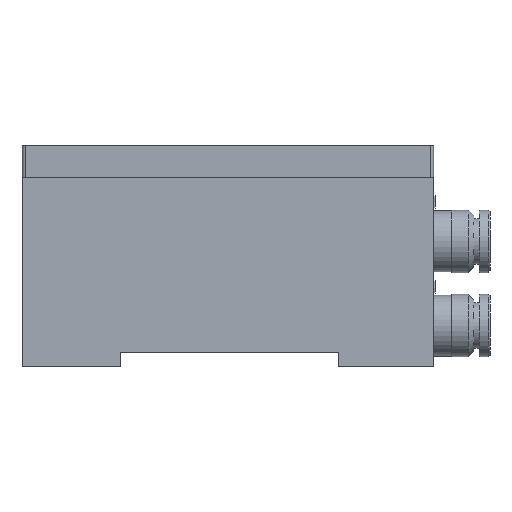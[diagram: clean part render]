
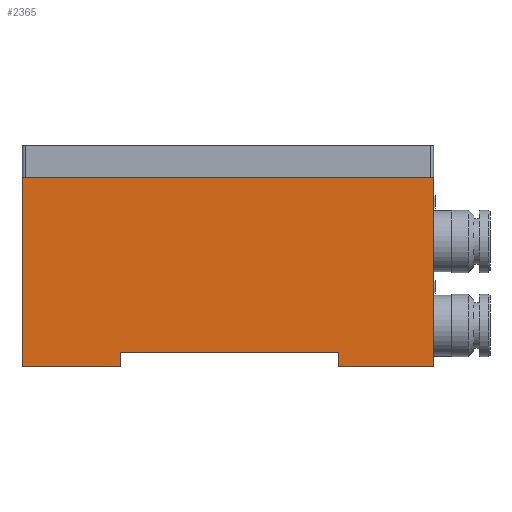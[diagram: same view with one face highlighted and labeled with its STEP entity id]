
A CAD part, left-side view. The second image highlights one B-rep face of the part: STEP entity #2365.
In plain terms, the highlighted planar face has unit normal (-1, 0, 0).
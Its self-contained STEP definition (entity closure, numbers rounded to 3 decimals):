
#66=LINE('',#3817,#239);
#92=LINE('',#3884,#265);
#94=LINE('',#3897,#267);
#97=LINE('',#3903,#270);
#100=LINE('',#3909,#273);
#103=LINE('',#3915,#276);
#106=LINE('',#3921,#279);
#109=LINE('',#3925,#282);
#239=VECTOR('',#3098,1000.);
#265=VECTOR('',#3142,1000.);
#267=VECTOR('',#3154,1000.);
#270=VECTOR('',#3159,1000.);
#273=VECTOR('',#3164,1000.);
#276=VECTOR('',#3169,1000.);
#279=VECTOR('',#3174,1000.);
#282=VECTOR('',#3179,1000.);
#557=FACE_OUTER_BOUND('',#743,.T.);
#743=EDGE_LOOP('',(#1829,#1830,#1831,#1832,#1833,#1834,#1835,#1836));
#1064=VERTEX_POINT('',#3814);
#1065=VERTEX_POINT('',#3816);
#1097=VERTEX_POINT('',#3882);
#1103=VERTEX_POINT('',#3896);
#1105=VERTEX_POINT('',#3902);
#1107=VERTEX_POINT('',#3908);
#1109=VERTEX_POINT('',#3914);
#1111=VERTEX_POINT('',#3920);
#1322=EDGE_CURVE('',#1064,#1065,#66,.T.);
#1356=EDGE_CURVE('',#1097,#1064,#92,.T.);
#1362=EDGE_CURVE('',#1065,#1103,#94,.T.);
#1365=EDGE_CURVE('',#1103,#1105,#97,.T.);
#1368=EDGE_CURVE('',#1105,#1107,#100,.T.);
#1371=EDGE_CURVE('',#1107,#1109,#103,.T.);
#1374=EDGE_CURVE('',#1109,#1111,#106,.T.);
#1377=EDGE_CURVE('',#1111,#1097,#109,.T.);
#1829=ORIENTED_EDGE('',*,*,#1356,.F.);
#1830=ORIENTED_EDGE('',*,*,#1377,.F.);
#1831=ORIENTED_EDGE('',*,*,#1374,.F.);
#1832=ORIENTED_EDGE('',*,*,#1371,.F.);
#1833=ORIENTED_EDGE('',*,*,#1368,.F.);
#1834=ORIENTED_EDGE('',*,*,#1365,.F.);
#1835=ORIENTED_EDGE('',*,*,#1362,.F.);
#1836=ORIENTED_EDGE('',*,*,#1322,.F.);
#2235=PLANE('',#2628);
#2365=ADVANCED_FACE('',(#557),#2235,.F.);
#2628=AXIS2_PLACEMENT_3D('',#3926,#3180,#3181);
#3098=DIRECTION('',(0.,0.,-1.));
#3142=DIRECTION('',(0.,-1.,0.));
#3154=DIRECTION('',(0.,1.,0.));
#3159=DIRECTION('',(0.,0.,1.));
#3164=DIRECTION('',(0.,1.,0.));
#3169=DIRECTION('',(0.,0.,-1.));
#3174=DIRECTION('',(0.,1.,0.));
#3179=DIRECTION('',(0.,0.,1.));
#3180=DIRECTION('center_axis',(1.,0.,0.));
#3181=DIRECTION('ref_axis',(0.,1.,0.));
#3814=CARTESIAN_POINT('',(-10.49,-33.503,14.384));
#3816=CARTESIAN_POINT('',(-10.49,-33.503,-16.452));
#3817=CARTESIAN_POINT('',(-10.49,-33.503,14.384));
#3882=CARTESIAN_POINT('',(-10.49,33.528,14.384));
#3884=CARTESIAN_POINT('',(-10.49,33.528,14.384));
#3896=CARTESIAN_POINT('',(-10.49,-18.009,-16.452));
#3897=CARTESIAN_POINT('',(-10.49,-33.503,-16.452));
#3902=CARTESIAN_POINT('',(-10.49,-18.009,-14.166));
#3903=CARTESIAN_POINT('',(-10.49,-18.009,-16.452));
#3908=CARTESIAN_POINT('',(-10.49,17.551,-14.166));
#3909=CARTESIAN_POINT('',(-10.49,-18.009,-14.166));
#3914=CARTESIAN_POINT('',(-10.49,17.551,-16.452));
#3915=CARTESIAN_POINT('',(-10.49,17.551,-14.166));
#3920=CARTESIAN_POINT('',(-10.49,33.528,-16.452));
#3921=CARTESIAN_POINT('',(-10.49,17.551,-16.452));
#3925=CARTESIAN_POINT('',(-10.49,33.528,-16.452));
#3926=CARTESIAN_POINT('Origin',(-10.49,0.,-0.45));
